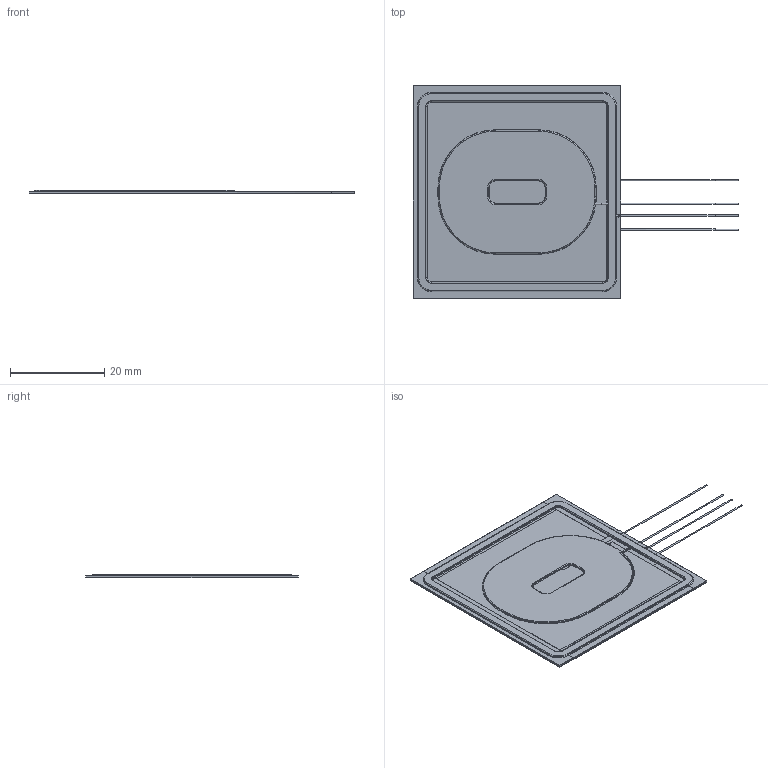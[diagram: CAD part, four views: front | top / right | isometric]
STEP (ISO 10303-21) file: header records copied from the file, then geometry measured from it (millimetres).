
FILE_DESCRIPTION(/* description */ ('Unknown'),/* implementation_level */ '2;1');
FILE_NAME(/* name */ '760308103305',/* time_stamp */ '2016-07-14T11:07:06+02:00',/* author */ ('Unknown'),/* organization */ ('Unknown'),/* preprocessor_version */ 'ST-DEVELOPER v16.7',/* originating_system */ 'DEX',/* authorisation */ $);
FILE_SCHEMA (('AUTOMOTIVE_DESIGN {1 0 10303 214 3 1 1}'));
Length unit declared in the file: millimetre
Products named in the file (21): 760308103305; A - release paper; B - adhesive tape; C - Ferrite Sheet; PET-c; Ferrite-c; D - Ferrite Sheet; PET-d; Ferrite-d; E - Ferrite Sheet; PET-e; Ferrite-e; F - Ferrite Sheet; PET-f; Ferrite-f; G - Ferrite Sheet; PET-g; Ferrite-g; H - coil; J - PET; I - coil
Assembly tree (26 placements, depth 3):
  760308103305
    A - release paper
    B - adhesive tape
    C - Ferrite Sheet
      PET-c  x2
      Ferrite-c
    D - Ferrite Sheet  x2
      PET-d
      Ferrite-d
    E - Ferrite Sheet
      PET-e  x2
      Ferrite-e
    F - Ferrite Sheet
      PET-f  x2
      Ferrite-f
    G - Ferrite Sheet
      PET-g  x2
      Ferrite-g
    H - coil
    J - PET
    I - coil
Bounding box: 69 x 45 x 0.78 mm (x, y, z)
Volume: 1214.7 mm3; surface area: 25708.7 mm2
Topology: 23 solids, 23 shells, 368 faces, 844 edges, 529 vertices
Faces by surface type: plane 157, cylinder 112, torus 95, sphere 2, bspline 2
Full cylindrical faces by diameter (mm): 0.28 x4, 0.3 x6
Entity records: 10586 total; most frequent: CARTESIAN_POINT 2275, DIRECTION 1718, ORIENTED_EDGE 1420, EDGE_CURVE 710, AXIS2_PLACEMENT_3D 691, VERTEX_POINT 451, EDGE_LOOP 347, FACE_BOUND 347
